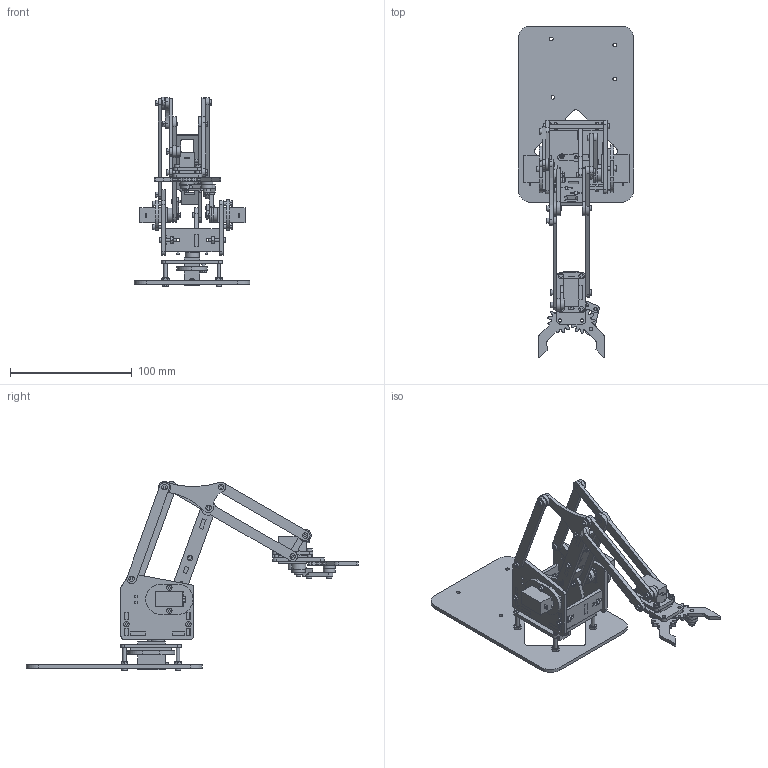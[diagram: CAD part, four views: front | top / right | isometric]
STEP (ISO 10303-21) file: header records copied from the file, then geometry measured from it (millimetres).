
FILE_DESCRIPTION(('STEP AP203'),'1');
FILE_NAME('MeArm-V0_41-004-Zusammengebaut-STEP-AP203.stp','2020-03-05T16:55:33',(' '),(' '),'Spatial InterOp 3D',' ',' ');
FILE_SCHEMA(('CONFIG_CONTROL_DESIGN'));
Length unit declared in the file: millimetre
Products named in the file (95): Base-Plate; Base Plate; Mutter :  - M3,0 x 57,785; Schraube : Zylinder - M3,0 x 20,0; Bottom Plate; Servo-Arm-zweiseitig; Schraube : Kegelstumpf - M2,0 x 6,0; Turn-Left-Right-Base; Pivot Servo Plate; Schraube : Zylinder - M3,0 x 8,0; Right-Arm-Base; Right Arm Servo Plate; Zyl-Imbus M3x12; Left-Arm-Base; Left Arm Servo Plate; Left Servo Tower Pro SG90; Servoarm-left-Up-Down; Long Servo Arm; Up-Down-Linkage; Schraube : Zylinder - M3,0 x 6,0; Left Wrist Joint; Schraube : Zylinder - M3,0 x 10,0; Base-Cross-Struts; Left Arm Mount Tab; Arm Base Cross Member; Back-Forth-Linkage; Main Arm Cross Web; Right Arm Base Joint; Left Arm Base Joint; Right Wrist Joint; Parallel-Linkage; Parallel Linkage; Parallel Linkage Connector; Spacer; Zyl-Imbus M3x8; SHort-Servo-Arm; Short Servo Arm; Gripper; Gripper Actuating Arm; Left Gripper ...
Assembly tree (106 placements, depth 5):
  (unnamed)
    Base-Plate
      Base Plate
      Mutter :  - M3,0 x 57,785  x4
      Schraube : Zylinder - M3,0 x 20,0  x4
    Bottom Plate
      Bottom Plate
      Servo-Arm-zweiseitig
      Schraube : Kegelstumpf - M2,0 x 6,0  x2
    Turn-Left-Right-Base
      Pivot Servo Plate
      Schraube : Zylinder - M3,0 x 8,0
      (unnamed)
      (unnamed)
    Right-Arm-Base
      Right Arm Servo Plate
      (unnamed)
      (unnamed)
      Schraube : Zylinder - M3,0 x 8,0
      Schraube : Zylinder - M3,0 x 8,0
      Zyl-Imbus M3x12
      Zyl-Imbus M3x12
      Mutter :  - M3,0 x 57,785
      Mutter :  - M3,0 x 57,785
    Left-Arm-Base
      (unnamed)
      Left Arm Servo Plate
      Left Servo Tower Pro SG90
      Schraube : Zylinder - M3,0 x 8,0
      Schraube : Zylinder - M3,0 x 8,0
      Zyl-Imbus M3x12
      Mutter :  - M3,0 x 57,785
      Mutter :  - M3,0 x 57,785
      Zyl-Imbus M3x12
    Up-Down-Linkage
      Servoarm-left-Up-Down
        Long Servo Arm
        Schraube : Kegelstumpf - M2,0 x 6,0
        Schraube : Kegelstumpf - M2,0 x 6,0
        Servo-Arm-zweiseitig
      Schraube : Zylinder - M3,0 x 6,0
      Schraube : Zylinder - M3,0 x 6,0
      Left Wrist Joint
      (unnamed)
      Schraube : Zylinder - M3,0 x 6,0
      Schraube : Zylinder - M3,0 x 10,0
    Base-Cross-Struts
      Left Arm Mount Tab
      Arm Base Cross Member  x2
      Schraube : Zylinder - M3,0 x 6,0
    Back-Forth-Linkage
      Main Arm Cross Web
      Right Arm Base Joint
      Left Arm Base Joint
      Schraube : Zylinder - M3,0 x 10,0
      Right Wrist Joint
      Mutter :  - M3,0 x 57,785
      Mutter :  - M3,0 x 57,785
      Zyl-Imbus M3x12
      Zyl-Imbus M3x12
Bounding box: 95 x 273.22 x 156.02 mm (x, y, z)
Volume: 138501.6 mm3; surface area: 111209.5 mm2
Topology: 96 solids, 96 shells, 1948 faces, 4776 edges, 3122 vertices
Faces by surface type: plane 1296, cylinder 368, bspline 156, cone 120, torus 8
Full cylindrical faces by diameter (mm): 1.1 x12, 1.8 x4, 2 x13, 2.4 x2, 2.5 x22, 2.6 x18, 2.64 x4, 2.7 x28, 2.708 x6, 2.715 x2, 2.718 x5, 3 x41, 3.85 x8, 4.416 x33, 4.9 x4, 5 x4, 7 x5, 7.088 x1, 7.1 x2, 9.974 x4
Entity records: 56489 total; most frequent: CARTESIAN_POINT 11510, ORIENTED_EDGE 8138, DIRECTION 7753, EDGE_CURVE 4069, VERTEX_POINT 2797, LINE 2773, VECTOR 2773, AXIS2_PLACEMENT_3D 2490
